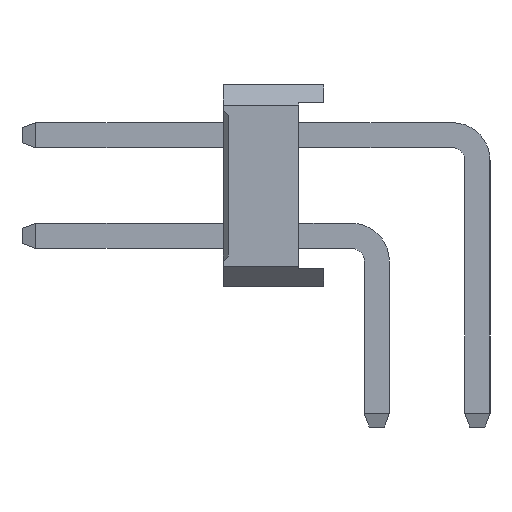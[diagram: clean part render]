
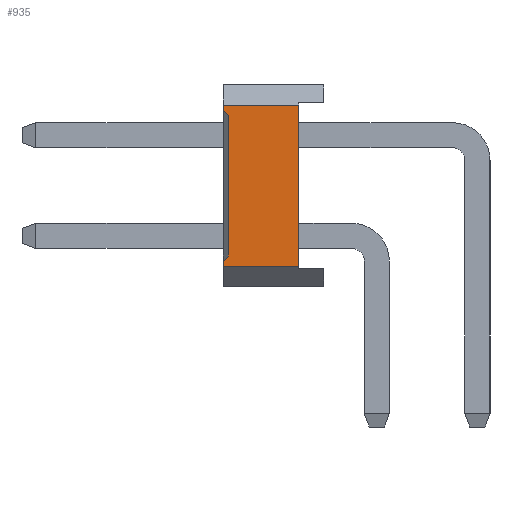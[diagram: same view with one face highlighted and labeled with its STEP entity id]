
A CAD part, left-side view. The second image highlights one B-rep face of the part: STEP entity #935.
In plain terms, the highlighted planar face has unit normal (-1, 0, 0).
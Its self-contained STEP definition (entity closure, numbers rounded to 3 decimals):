
#935=ADVANCED_FACE('',(#17687),#17689,.T.);
#17687=FACE_BOUND('',#17688,.T.);
#17688=EDGE_LOOP('',(#31265,#31266,#31267,#31268,#31269,#31270,#31271,#31272));
#17689=PLANE('',#17690);
#17690=AXIS2_PLACEMENT_3D('',#17691,#17692,#17693);
#17691=CARTESIAN_POINT('',(-1.,1.05,0.4));
#17692=DIRECTION('',(-1.,0.,0.));
#17693=DIRECTION('',(0.,0.,1.));
#31265=ORIENTED_EDGE('',*,*,#40253,.F.);
#31266=ORIENTED_EDGE('',*,*,#40254,.T.);
#31267=ORIENTED_EDGE('',*,*,#40255,.F.);
#31268=ORIENTED_EDGE('',*,*,#39444,.F.);
#31269=ORIENTED_EDGE('',*,*,#40251,.F.);
#31270=ORIENTED_EDGE('',*,*,#40256,.T.);
#31271=ORIENTED_EDGE('',*,*,#40257,.T.);
#31272=ORIENTED_EDGE('',*,*,#39448,.F.);
#39444=EDGE_CURVE('',#44133,#44135,#44136,.T.);
#39448=EDGE_CURVE('',#44141,#44143,#44144,.T.);
#40251=EDGE_CURVE('',#45650,#44133,#45652,.T.);
#40253=EDGE_CURVE('',#45654,#44141,#45655,.F.);
#40254=EDGE_CURVE('',#45654,#45656,#45657,.T.);
#40255=EDGE_CURVE('',#44135,#45656,#45658,.F.);
#40256=EDGE_CURVE('',#45650,#45659,#45660,.T.);
#40257=EDGE_CURVE('',#45659,#44143,#45661,.T.);
#44133=VERTEX_POINT('',#51810);
#44135=VERTEX_POINT('',#51814);
#44136=LINE('',#51815,#51816);
#44141=VERTEX_POINT('',#51826);
#44143=VERTEX_POINT('',#51830);
#44144=LINE('',#51831,#51832);
#45650=VERTEX_POINT('',#54941);
#45652=LINE('',#54945,#54946);
#45654=VERTEX_POINT('',#54951);
#45655=LINE('',#54952,#54953);
#45656=VERTEX_POINT('',#54955);
#45657=LINE('',#54956,#54957);
#45658=LINE('',#54959,#54960);
#45659=VERTEX_POINT('',#54962);
#45660=LINE('',#54963,#54964);
#45661=LINE('',#54966,#54967);
#51810=CARTESIAN_POINT('',(-1.,3.05,0.4));
#51814=CARTESIAN_POINT('',(-1.,3.05,0.5));
#51815=CARTESIAN_POINT('',(-1.,3.05,0.4));
#51816=VECTOR('',#51817,1.);
#51817=DIRECTION('',(0.,0.,1.));
#51826=CARTESIAN_POINT('',(-1.,3.05,3.5));
#51830=CARTESIAN_POINT('',(-1.,3.05,3.6));
#51831=CARTESIAN_POINT('',(-1.,3.05,3.5));
#51832=VECTOR('',#51833,1.);
#51833=DIRECTION('',(0.,0.,1.));
#54941=CARTESIAN_POINT('',(-1.,1.55,0.4));
#54945=CARTESIAN_POINT('',(-1.,1.55,0.4));
#54946=VECTOR('',#54947,1.);
#54947=DIRECTION('',(0.,1.,0.));
#54951=CARTESIAN_POINT('',(-1.,2.95,3.4));
#54952=CARTESIAN_POINT('',(-1.,3.05,3.5));
#54953=VECTOR('',#54954,1.);
#54954=DIRECTION('',(0.,-0.707,-0.707));
#54955=CARTESIAN_POINT('',(-1.,2.95,0.6));
#54956=CARTESIAN_POINT('',(-1.,2.95,3.4));
#54957=VECTOR('',#54958,1.);
#54958=DIRECTION('',(0.,0.,-1.));
#54959=CARTESIAN_POINT('',(-1.,2.95,0.6));
#54960=VECTOR('',#54961,1.);
#54961=DIRECTION('',(0.,0.707,-0.707));
#54962=CARTESIAN_POINT('',(-1.,1.55,3.6));
#54963=CARTESIAN_POINT('',(-1.,1.55,0.4));
#54964=VECTOR('',#54965,1.);
#54965=DIRECTION('',(0.,0.,1.));
#54966=CARTESIAN_POINT('',(-1.,1.55,3.6));
#54967=VECTOR('',#54968,1.);
#54968=DIRECTION('',(0.,1.,0.));
